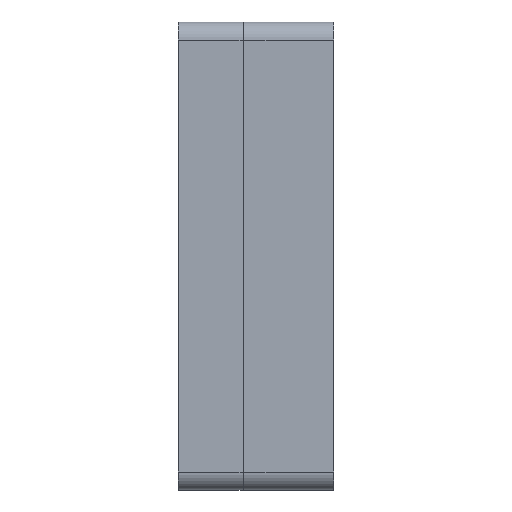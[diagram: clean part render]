
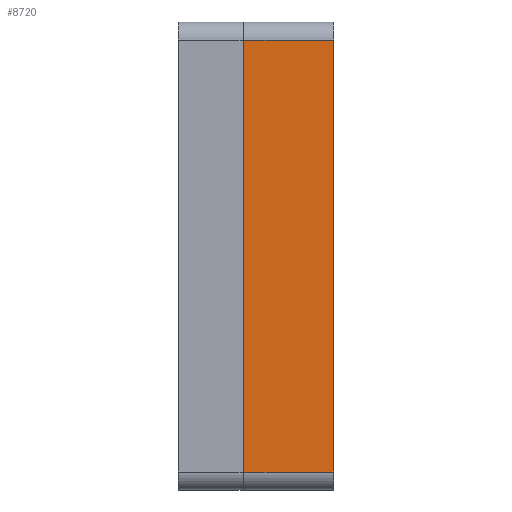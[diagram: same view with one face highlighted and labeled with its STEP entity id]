
A CAD part, left-side view. The second image highlights one B-rep face of the part: STEP entity #8720.
In plain terms, the highlighted planar face has unit normal (-1, 0, 0).
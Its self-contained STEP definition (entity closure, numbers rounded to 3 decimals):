
#385=PLANE('',#9860);
#883=FACE_OUTER_BOUND('',#1453,.T.);
#1453=EDGE_LOOP('',(#7892,#7893,#7894,#7895));
#2071=LINE('',#15197,#2733);
#2074=LINE('',#15221,#2736);
#2075=LINE('',#15224,#2737);
#2087=LINE('',#15253,#2749);
#2733=VECTOR('',#12619,10.);
#2736=VECTOR('',#12648,10.);
#2737=VECTOR('',#12651,10.);
#2749=VECTOR('',#12671,10.);
#4154=VERTEX_POINT('',#15183);
#4160=VERTEX_POINT('',#15195);
#4167=VERTEX_POINT('',#15217);
#4169=VERTEX_POINT('',#15223);
#5404=EDGE_CURVE('',#4154,#4160,#2071,.T.);
#5416=EDGE_CURVE('',#4154,#4167,#2074,.T.);
#5417=EDGE_CURVE('',#4167,#4169,#2075,.T.);
#5432=EDGE_CURVE('',#4169,#4160,#2087,.T.);
#7892=ORIENTED_EDGE('',*,*,#5416,.F.);
#7893=ORIENTED_EDGE('',*,*,#5404,.T.);
#7894=ORIENTED_EDGE('',*,*,#5432,.F.);
#7895=ORIENTED_EDGE('',*,*,#5417,.F.);
#8720=ADVANCED_FACE('',(#883),#385,.T.);
#9860=AXIS2_PLACEMENT_3D('',#15252,#12669,#12670);
#12619=DIRECTION('',(0.,0.,1.));
#12648=DIRECTION('',(0.,1.,0.));
#12651=DIRECTION('',(0.,0.,1.));
#12669=DIRECTION('center_axis',(-1.,0.,0.));
#12670=DIRECTION('ref_axis',(0.,0.,1.));
#12671=DIRECTION('',(0.,-1.,0.));
#15183=CARTESIAN_POINT('',(-65.,0.,-60.));
#15195=CARTESIAN_POINT('',(-65.,0.,60.));
#15197=CARTESIAN_POINT('',(-65.,0.,-65.));
#15217=CARTESIAN_POINT('',(-65.,25.,-60.));
#15221=CARTESIAN_POINT('',(-65.,0.,-60.));
#15223=CARTESIAN_POINT('',(-65.,25.,60.));
#15224=CARTESIAN_POINT('',(-65.,25.,-65.));
#15252=CARTESIAN_POINT('Origin',(-65.,0.,-65.));
#15253=CARTESIAN_POINT('',(-65.,0.,60.));
